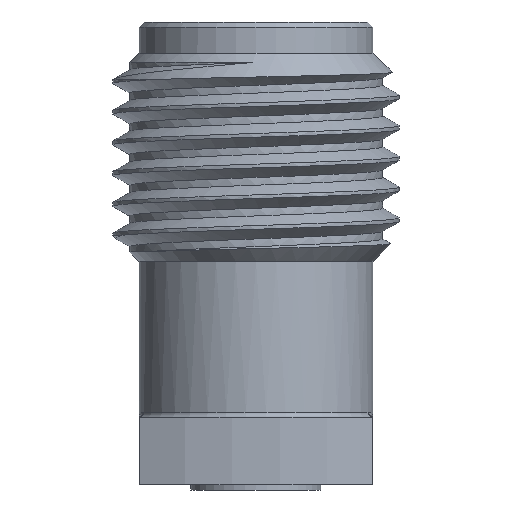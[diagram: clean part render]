
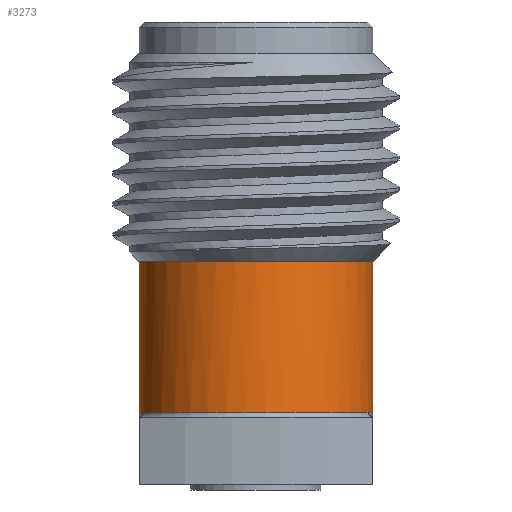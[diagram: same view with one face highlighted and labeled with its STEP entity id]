
A CAD part, front view. The second image highlights one B-rep face of the part: STEP entity #3273.
In plain terms, the highlighted cylindrical face has radius 2.857 mm (diameter 5.715 mm), a partial arc.
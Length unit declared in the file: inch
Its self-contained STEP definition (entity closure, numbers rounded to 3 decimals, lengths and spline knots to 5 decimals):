
#79 = CARTESIAN_POINT ( 'NONE',  ( -0.10771, -0.03247, 0.0375 ) ) ;
#131 = VECTOR ( 'NONE', #1430, 39.37008 ) ;
#145 = CARTESIAN_POINT ( 'NONE',  ( 0.1121, -0.01092, 0.03486 ) ) ;
#188 = ORIENTED_EDGE ( 'NONE', *, *, #2569, .F. ) ;
#191 = CARTESIAN_POINT ( 'NONE',  ( 0.10933, -0.02709, 0.0375 ) ) ;
#194 = CARTESIAN_POINT ( 'NONE',  ( -0.10933, -0.02709, 0.0375 ) ) ;
#458 = EDGE_CURVE ( 'NONE', #2061, #550, #2851, .T. ) ;
#550 = VERTEX_POINT ( 'NONE', #3040 ) ;
#640 = CARTESIAN_POINT ( 'NONE',  ( -0.1125, 0., 0.0325 ) ) ;
#786 = DIRECTION ( 'NONE',  ( 0., 0., -1. ) ) ;
#873 = DIRECTION ( 'NONE',  ( 0., 0., 1. ) ) ;
#892 = DIRECTION ( 'NONE',  ( 1., 0., 0. ) ) ;
#930 = CARTESIAN_POINT ( 'NONE',  ( -0.1125, 0., 0.0325 ) ) ;
#1021 = EDGE_CURVE ( 'NONE', #1978, #1215, #4163, .T. ) ;
#1022 = DIRECTION ( 'NONE',  ( -1., 0., 0. ) ) ;
#1215 = VERTEX_POINT ( 'NONE', #3712 ) ;
#1246 = CARTESIAN_POINT ( 'NONE',  ( 0.1125, -0.00541, 0.03367 ) ) ;
#1258 = VECTOR ( 'NONE', #3163, 39.37008 ) ;
#1328 = CARTESIAN_POINT ( 'NONE',  ( -0.1125, -0.00545, 0.03367 ) ) ;
#1430 = DIRECTION ( 'NONE',  ( 0., 0., -1. ) ) ;
#1453 = CARTESIAN_POINT ( 'NONE',  ( 0., 0., 1.1807 ) ) ;
#1635 = EDGE_CURVE ( 'NONE', #3581, #1978, #2881, .T. ) ;
#1978 = VERTEX_POINT ( 'NONE', #79 ) ;
#2061 = VERTEX_POINT ( 'NONE', #3797 ) ;
#2117 = ORIENTED_EDGE ( 'NONE', *, *, #3833, .T. ) ;
#2190 = LINE ( 'NONE', #4339, #131 ) ;
#2249 = B_SPLINE_CURVE_WITH_KNOTS ( 'NONE', 3,
 ( #3501, #191, #4241, #145, #1246, #2361 ),
 .UNSPECIFIED., .F., .F.,
 ( 4, 2, 4 ),
 ( 0., 0.00042, 0.00084 ),
 .UNSPECIFIED. ) ;
#2361 = CARTESIAN_POINT ( 'NONE',  ( 0.1125, 0., 0.0325 ) ) ;
#2569 = EDGE_CURVE ( 'NONE', #550, #2887, #4012, .T. ) ;
#2641 = CYLINDRICAL_SURFACE ( 'NONE', #4472, 0.1125 ) ;
#2774 = CARTESIAN_POINT ( 'NONE',  ( -0.1121, -0.01092, 0.03486 ) ) ;
#2828 = ORIENTED_EDGE ( 'NONE', *, *, #458, .F. ) ;
#2851 = CIRCLE ( 'NONE', #3202, 0.1125 ) ;
#2881 = B_SPLINE_CURVE_WITH_KNOTS ( 'NONE', 3,
 ( #930, #1328, #2774, #3537, #194, #4617 ),
 .UNSPECIFIED., .F., .F.,
 ( 4, 2, 4 ),
 ( -0.00001, 0.00041, 0.00084 ),
 .UNSPECIFIED. ) ;
#2887 = VERTEX_POINT ( 'NONE', #3835 ) ;
#2930 = DIRECTION ( 'NONE',  ( 0., 0., 1. ) ) ;
#2980 = DIRECTION ( 'NONE',  ( -1., 0., 0. ) ) ;
#3017 = EDGE_LOOP ( 'NONE', ( #188, #2828, #3619, #3161, #3869, #2117 ) ) ;
#3040 = CARTESIAN_POINT ( 'NONE',  ( 0.1125, 0., 0.1825 ) ) ;
#3139 = CARTESIAN_POINT ( 'NONE',  ( 0.1125, 0., 1.1807 ) ) ;
#3161 = ORIENTED_EDGE ( 'NONE', *, *, #1635, .T. ) ;
#3163 = DIRECTION ( 'NONE',  ( 0., 0., -1. ) ) ;
#3202 = AXIS2_PLACEMENT_3D ( 'NONE', #4440, #873, #892 ) ;
#3273 = ADVANCED_FACE ( 'NONE', ( #3597 ), #2641, .T. ) ;
#3485 = AXIS2_PLACEMENT_3D ( 'NONE', #3996, #2930, #1022 ) ;
#3501 = CARTESIAN_POINT ( 'NONE',  ( 0.10771, -0.03247, 0.0375 ) ) ;
#3537 = CARTESIAN_POINT ( 'NONE',  ( -0.11052, -0.02173, 0.03674 ) ) ;
#3581 = VERTEX_POINT ( 'NONE', #640 ) ;
#3597 = FACE_OUTER_BOUND ( 'NONE', #3017, .T. ) ;
#3619 = ORIENTED_EDGE ( 'NONE', *, *, #4442, .T. ) ;
#3712 = CARTESIAN_POINT ( 'NONE',  ( 0.10771, -0.03247, 0.0375 ) ) ;
#3797 = CARTESIAN_POINT ( 'NONE',  ( -0.1125, 0., 0.1825 ) ) ;
#3833 = EDGE_CURVE ( 'NONE', #1215, #2887, #2249, .T. ) ;
#3835 = CARTESIAN_POINT ( 'NONE',  ( 0.1125, 0., 0.0325 ) ) ;
#3869 = ORIENTED_EDGE ( 'NONE', *, *, #1021, .T. ) ;
#3996 = CARTESIAN_POINT ( 'NONE',  ( 0., 0., 0.0375 ) ) ;
#4012 = LINE ( 'NONE', #3139, #1258 ) ;
#4163 = CIRCLE ( 'NONE', #3485, 0.1125 ) ;
#4241 = CARTESIAN_POINT ( 'NONE',  ( 0.11052, -0.02173, 0.03674 ) ) ;
#4339 = CARTESIAN_POINT ( 'NONE',  ( -0.1125, 0., 1.1807 ) ) ;
#4440 = CARTESIAN_POINT ( 'NONE',  ( 0., 0., 0.1825 ) ) ;
#4442 = EDGE_CURVE ( 'NONE', #2061, #3581, #2190, .T. ) ;
#4472 = AXIS2_PLACEMENT_3D ( 'NONE', #1453, #786, #2980 ) ;
#4617 = CARTESIAN_POINT ( 'NONE',  ( -0.10771, -0.03247, 0.0375 ) ) ;
